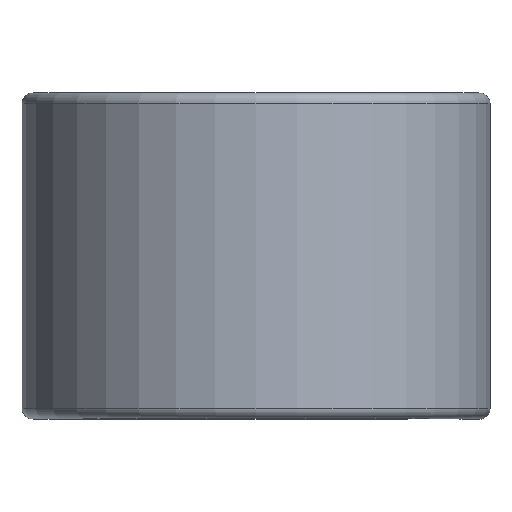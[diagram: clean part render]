
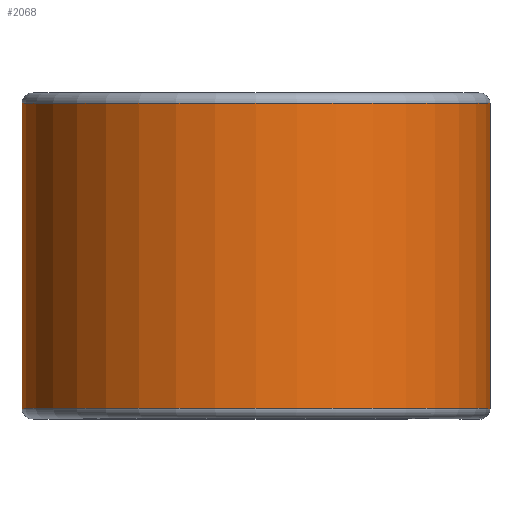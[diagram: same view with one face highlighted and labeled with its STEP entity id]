
A CAD part, top view. The second image highlights one B-rep face of the part: STEP entity #2068.
In plain terms, the highlighted cylindrical face has radius 17.094 mm (diameter 34.188 mm), a partial arc.
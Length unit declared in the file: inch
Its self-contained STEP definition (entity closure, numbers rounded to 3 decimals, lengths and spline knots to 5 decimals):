
#123 = EDGE_CURVE ( 'NONE', #799, #805, #1441, .T. ) ;
#124 = ORIENTED_EDGE ( 'NONE', *, *, #1406, .F. ) ;
#136 = DIRECTION ( 'NONE',  ( 0., 0., -1. ) ) ;
#159 = DIRECTION ( 'NONE',  ( 0., 1., 0. ) ) ;
#269 = DIRECTION ( 'NONE',  ( 0., -1., 0. ) ) ;
#283 = CARTESIAN_POINT ( 'NONE',  ( 0., 0.43875, 0. ) ) ;
#425 = VERTEX_POINT ( 'NONE', #1336 ) ;
#436 = AXIS2_PLACEMENT_3D ( 'NONE', #283, #1586, #450 ) ;
#440 = CARTESIAN_POINT ( 'NONE',  ( 0., 0.4375, 0. ) ) ;
#450 = DIRECTION ( 'NONE',  ( 0., 0., -1. ) ) ;
#454 = VECTOR ( 'NONE', #779, 39.37008 ) ;
#495 = ORIENTED_EDGE ( 'NONE', *, *, #1414, .T. ) ;
#600 = CIRCLE ( 'NONE', #1993, 0.673 ) ;
#779 = DIRECTION ( 'NONE',  ( 0., 1., 0. ) ) ;
#799 = VERTEX_POINT ( 'NONE', #2071 ) ;
#805 = VERTEX_POINT ( 'NONE', #1712 ) ;
#806 = ORIENTED_EDGE ( 'NONE', *, *, #123, .F. ) ;
#914 = CARTESIAN_POINT ( 'NONE',  ( 0., 0.43875, -0.673 ) ) ;
#1045 = CARTESIAN_POINT ( 'NONE',  ( 0., -0.43875, 0. ) ) ;
#1084 = ORIENTED_EDGE ( 'NONE', *, *, #1686, .T. ) ;
#1216 = DIRECTION ( 'NONE',  ( 0., 0., -1. ) ) ;
#1326 = CARTESIAN_POINT ( 'NONE',  ( 0.673, 0.43875, 0. ) ) ;
#1336 = CARTESIAN_POINT ( 'NONE',  ( 0.673, -0.43875, 0. ) ) ;
#1363 = AXIS2_PLACEMENT_3D ( 'NONE', #440, #269, #136 ) ;
#1391 = EDGE_LOOP ( 'NONE', ( #495, #1084, #806, #124 ) ) ;
#1406 = EDGE_CURVE ( 'NONE', #425, #799, #600, .T. ) ;
#1414 = EDGE_CURVE ( 'NONE', #425, #2022, #1824, .T. ) ;
#1426 = CARTESIAN_POINT ( 'NONE',  ( 0.673, 0.43875, 0. ) ) ;
#1441 = LINE ( 'NONE', #914, #454 ) ;
#1535 = CYLINDRICAL_SURFACE ( 'NONE', #1363, 0.673 ) ;
#1586 = DIRECTION ( 'NONE',  ( 0., -1., 0. ) ) ;
#1657 = FACE_OUTER_BOUND ( 'NONE', #1391, .T. ) ;
#1686 = EDGE_CURVE ( 'NONE', #2022, #805, #2392, .T. ) ;
#1712 = CARTESIAN_POINT ( 'NONE',  ( 0., 0.43875, -0.673 ) ) ;
#1824 = LINE ( 'NONE', #1426, #2048 ) ;
#1993 = AXIS2_PLACEMENT_3D ( 'NONE', #1045, #2451, #1216 ) ;
#2022 = VERTEX_POINT ( 'NONE', #1326 ) ;
#2048 = VECTOR ( 'NONE', #159, 39.37008 ) ;
#2068 = ADVANCED_FACE ( 'NONE', ( #1657 ), #1535, .T. ) ;
#2071 = CARTESIAN_POINT ( 'NONE',  ( 0., -0.43875, -0.673 ) ) ;
#2392 = CIRCLE ( 'NONE', #436, 0.673 ) ;
#2451 = DIRECTION ( 'NONE',  ( 0., -1., 0. ) ) ;
